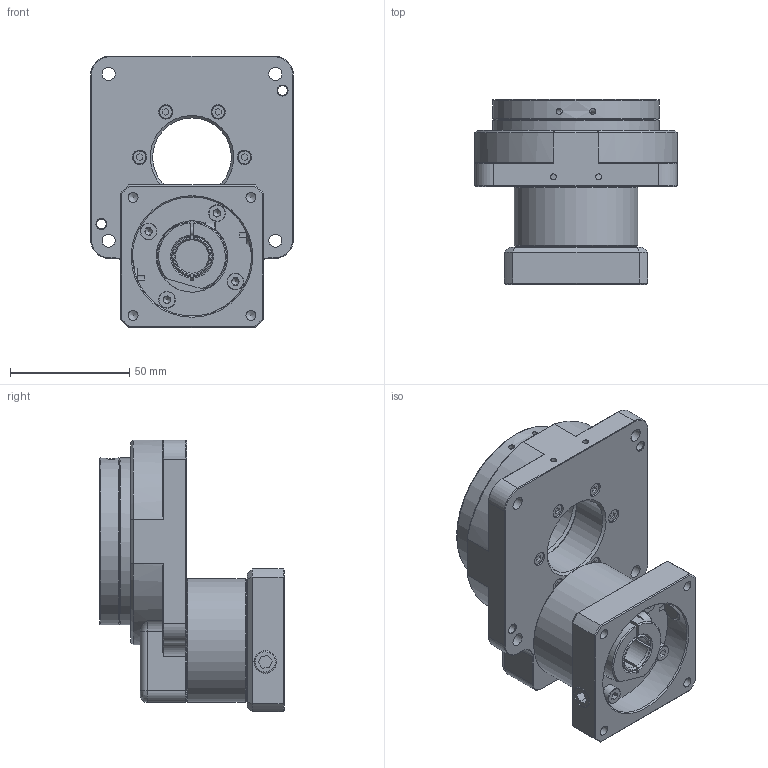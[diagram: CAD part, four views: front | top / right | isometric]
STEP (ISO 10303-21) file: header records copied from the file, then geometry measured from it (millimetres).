
FILE_DESCRIPTION((''),'2;1');
FILE_NAME('KGT-85H-1.stp','2019-01-08T12:05:09',('Young'),(''),'Autodesk Inventor 2012','Autodesk Inventor 2012','');
FILE_SCHEMA(('AUTOMOTIVE_DESIGN { 1 0 10303 214 1 1 1 1 }'));
Length unit declared in the file: millimetre
Products named in the file (1): GT85H-1-50M5
Bounding box: 85 x 77.5 x 114.1 mm (x, y, z)
Volume: 265051.3 mm3; surface area: 59172.1 mm2
Topology: 1 solids, 39 shells, 643 faces, 1497 edges, 945 vertices
Faces by surface type: plane 316, cylinder 180, cone 132, torus 13, bspline 2
Full cylindrical faces by diameter (mm): 2.5 x25, 3.3 x7, 3.5 x8, 4 x7, 4.2 x5, 4.5 x4, 5 x2, 5.5 x8, 6 x4, 7 x4, 7.5 x4, 14 x1, 14.1 x1, 19.8 x1, 30 x1, 32 x1, 33 x2, 35.6 x1, 38 x2, 50 x1, 50.9 x1, 52 x2, 53 x1, 57 x1, 70 x2, 80 x1
Entity records: 17113 total; most frequent: CARTESIAN_POINT 3462, DIRECTION 2972, ORIENTED_EDGE 2474, EDGE_CURVE 1237, AXIS2_PLACEMENT_3D 1201, EDGE_LOOP 868, VERTEX_POINT 861, FACE_OUTER_BOUND 643
